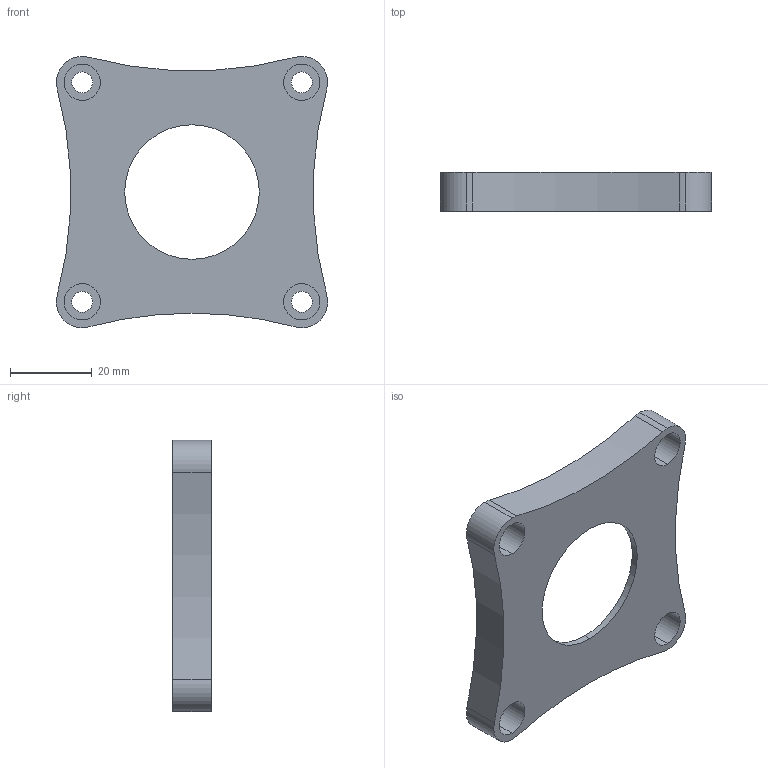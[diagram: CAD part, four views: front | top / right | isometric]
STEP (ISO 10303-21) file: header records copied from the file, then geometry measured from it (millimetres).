
FILE_DESCRIPTION (( 'STEP AP203' ), '1' );
FILE_NAME ('am-3016b S&S Bearing Plate.STEP', '2019-08-09T18:04:23', ( '' ), ( '' ), 'SwSTEP 2.0', 'SolidWorks 2019', '' );
FILE_SCHEMA (( 'CONFIG_CONTROL_DESIGN' ));
Length unit declared in the file: inch
Products named in the file (1): am-3016b S&S Bearing Plate
Bounding box: 66.55 x 9.53 x 66.56 mm (x, y, z)
Volume: 14916.9 mm3; surface area: 10829.9 mm2
Topology: 1 solids, 1 shells, 41 faces, 99 edges, 66 vertices
Faces by surface type: cylinder 33, plane 8
Entity records: 1338 total; most frequent: DIRECTION 249, CARTESIAN_POINT 207, ORIENTED_EDGE 198, AXIS2_PLACEMENT_3D 108, EDGE_CURVE 99, VERTEX_POINT 66, CIRCLE 66, EDGE_LOOP 57
